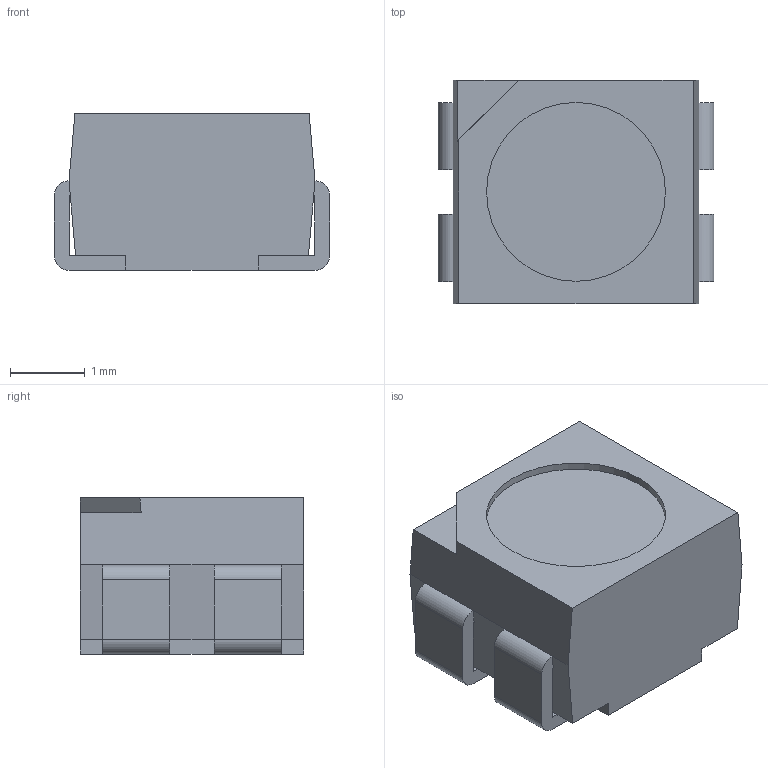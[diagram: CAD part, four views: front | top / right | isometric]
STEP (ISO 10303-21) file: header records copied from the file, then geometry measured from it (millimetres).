
FILE_DESCRIPTION(('FreeCAD Model'),'2;1');
FILE_NAME('ASMB-MTB0-0A3A2.step', '2018-02-26T20:36:48',('kicad StepUp'),('ksu MCAD'), 'Open CASCADE STEP processor 6.8','FreeCAD','Unknown');
FILE_SCHEMA(('AUTOMOTIVE_DESIGN_CC2 { 1 2 10303 214 -1 1 5 4 }'));
Length unit declared in the file: millimetre
Products named in the file (1): ASMB-MTB0-0A3A2
Bounding box: 3.7 x 3 x 2.1 mm (x, y, z)
Volume: 20.2 mm3; surface area: 55.3 mm2
Topology: 1 solids, 1 shells, 60 faces, 171 edges, 106 vertices
Faces by surface type: plane 51, cylinder 9
Full cylindrical faces by diameter (mm): 2.4 x1
Entity records: 2351 total; most frequent: ORIENTED_EDGE 342, CARTESIAN_POINT 338, DIRECTION 311, EDGE_CURVE 171, LINE 153, VECTOR 153, VERTEX_POINT 106, AXIS2_PLACEMENT_3D 79
